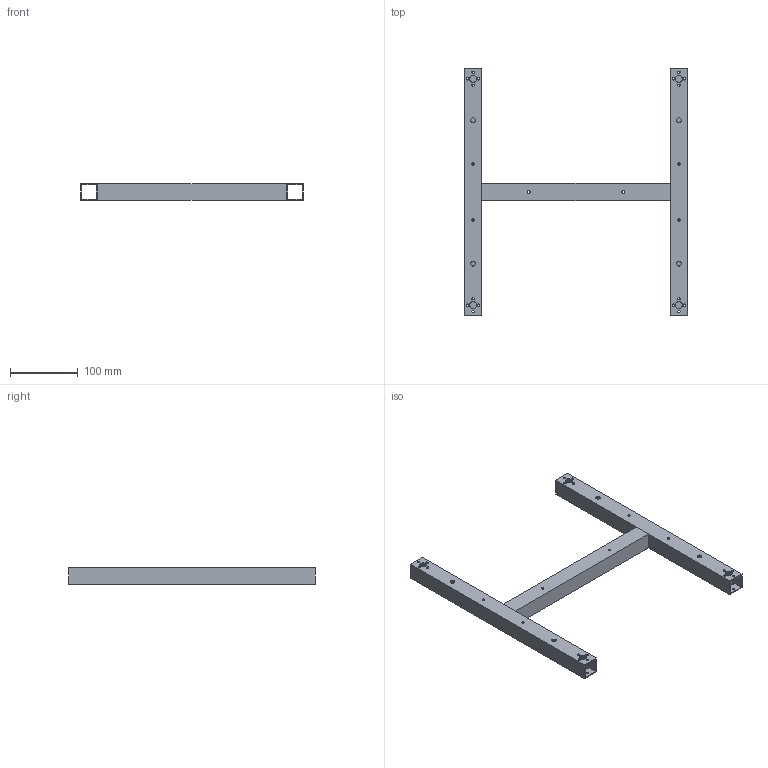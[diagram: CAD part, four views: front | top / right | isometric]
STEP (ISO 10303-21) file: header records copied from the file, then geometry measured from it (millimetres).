
FILE_DESCRIPTION(('CATIA V5 STEP Exchange'),'2;1');
FILE_NAME('frame.stp','2020-06-06T15:29:59+00:00',('none'),('none'),'CATIA Version 5 Release 21 GA (IN-10)','CATIA V5 STEP AP203','none');
FILE_SCHEMA(('CONFIG_CONTROL_DESIGN'));
Length unit declared in the file: millimetre
Products named in the file (1): Product1
Assembly tree (3 placements, depth 2):
  Product1
    #58
    #619
    #2440
Bounding box: 328 x 363 x 25 mm (x, y, z)
Volume: 148913.9 mm3; surface area: 188166.9 mm2
Topology: 3 solids, 3 shells, 134 faces, 384 edges, 256 vertices
Faces by surface type: cylinder 104, plane 30
Entity records: 4244 total; most frequent: ORIENTED_EDGE 768, CARTESIAN_POINT 706, DIRECTION 516, EDGE_CURVE 384, AXIS2_PLACEMENT_3D 274, VERTEX_POINT 256, EDGE_LOOP 244, CIRCLE 208
